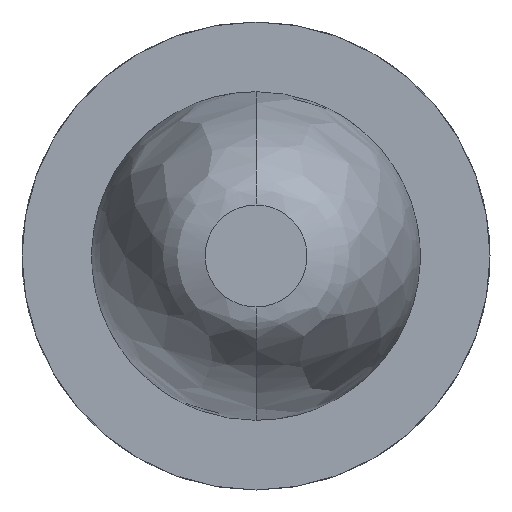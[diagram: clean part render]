
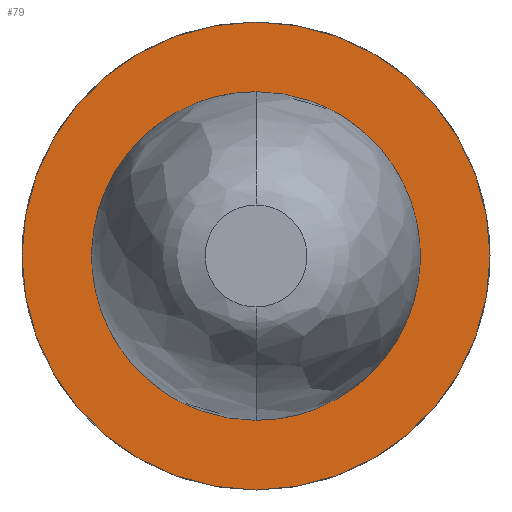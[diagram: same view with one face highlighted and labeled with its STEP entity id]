
A CAD part, front view. The second image highlights one B-rep face of the part: STEP entity #79.
In plain terms, the highlighted planar face has unit normal (0, -1, 0).
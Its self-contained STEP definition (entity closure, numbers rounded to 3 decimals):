
#2 = ORIENTED_EDGE ( 'NONE', *, *, #385, .T. ) ;
#6 = CARTESIAN_POINT ( 'NONE',  ( 0., 7., -2.065 ) ) ;
#13 = CIRCLE ( 'NONE', #696, 1.45 ) ;
#46 = VERTEX_POINT ( 'NONE', #509 ) ;
#79 = ADVANCED_FACE ( 'NONE', ( #85, #80 ), #324, .F. ) ;
#80 = FACE_OUTER_BOUND ( 'NONE', #262, .T. ) ;
#83 = VERTEX_POINT ( 'NONE', #514 ) ;
#85 = FACE_BOUND ( 'NONE', #444, .T. ) ;
#86 = VERTEX_POINT ( 'NONE', #6 ) ;
#92 = ORIENTED_EDGE ( 'NONE', *, *, #634, .F. ) ;
#103 = DIRECTION ( 'NONE',  ( 0., 0., 1. ) ) ;
#167 = DIRECTION ( 'NONE',  ( 0., 1., 0. ) ) ;
#170 = AXIS2_PLACEMENT_3D ( 'NONE', #230, #167, #103 ) ;
#190 = DIRECTION ( 'NONE',  ( 0., 1., 0. ) ) ;
#223 = VERTEX_POINT ( 'NONE', #431 ) ;
#230 = CARTESIAN_POINT ( 'NONE',  ( 0., 7., 0. ) ) ;
#237 = CARTESIAN_POINT ( 'NONE',  ( 0., 7., 0. ) ) ;
#240 = DIRECTION ( 'NONE',  ( 0., 0., 1. ) ) ;
#248 = DIRECTION ( 'NONE',  ( 0., 0., 1. ) ) ;
#262 = EDGE_LOOP ( 'NONE', ( #92, #277 ) ) ;
#277 = ORIENTED_EDGE ( 'NONE', *, *, #446, .F. ) ;
#292 = DIRECTION ( 'NONE',  ( 0., 0., 1. ) ) ;
#294 = AXIS2_PLACEMENT_3D ( 'NONE', #237, #425, #240 ) ;
#318 = DIRECTION ( 'NONE',  ( 0., 1., 0. ) ) ;
#324 = PLANE ( 'NONE',  #776 ) ;
#379 = DIRECTION ( 'NONE',  ( 0., 0., 1. ) ) ;
#385 = EDGE_CURVE ( 'NONE', #223, #83, #13, .T. ) ;
#393 = AXIS2_PLACEMENT_3D ( 'NONE', #534, #190, #248 ) ;
#424 = ORIENTED_EDGE ( 'NONE', *, *, #438, .T. ) ;
#425 = DIRECTION ( 'NONE',  ( 0., 1., 0. ) ) ;
#431 = CARTESIAN_POINT ( 'NONE',  ( 0., 7., 1.45 ) ) ;
#438 = EDGE_CURVE ( 'NONE', #83, #223, #632, .T. ) ;
#444 = EDGE_LOOP ( 'NONE', ( #424, #2 ) ) ;
#446 = EDGE_CURVE ( 'NONE', #46, #86, #739, .T. ) ;
#490 = CARTESIAN_POINT ( 'NONE',  ( 0., 7., 0. ) ) ;
#509 = CARTESIAN_POINT ( 'NONE',  ( 0., 7., 2.065 ) ) ;
#514 = CARTESIAN_POINT ( 'NONE',  ( 0., 7., -1.45 ) ) ;
#534 = CARTESIAN_POINT ( 'NONE',  ( 0., 7., 0. ) ) ;
#607 = CARTESIAN_POINT ( 'NONE',  ( 0., 7., 0. ) ) ;
#632 = CIRCLE ( 'NONE', #294, 1.45 ) ;
#634 = EDGE_CURVE ( 'NONE', #86, #46, #715, .T. ) ;
#658 = DIRECTION ( 'NONE',  ( 0., 1., 0. ) ) ;
#696 = AXIS2_PLACEMENT_3D ( 'NONE', #607, #658, #292 ) ;
#715 = CIRCLE ( 'NONE', #170, 2.065 ) ;
#739 = CIRCLE ( 'NONE', #393, 2.065 ) ;
#776 = AXIS2_PLACEMENT_3D ( 'NONE', #490, #318, #379 ) ;
